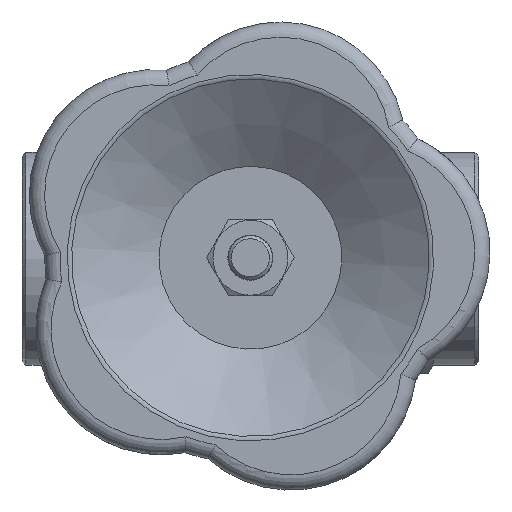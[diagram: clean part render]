
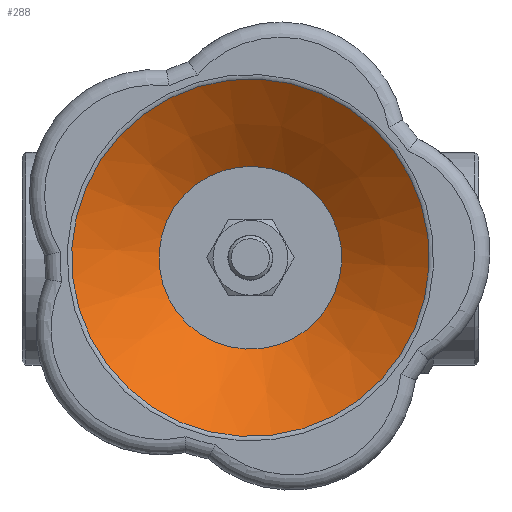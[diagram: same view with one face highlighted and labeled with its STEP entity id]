
A CAD part, top view. The second image highlights one B-rep face of the part: STEP entity #288.
In plain terms, the highlighted conical face has half-angle 54.118 degrees and reference radius 12 mm.
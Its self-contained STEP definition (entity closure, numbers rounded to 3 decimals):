
#288 = ADVANCED_FACE( '', ( #634, #635 ), #636, .F. );
#634 = FACE_OUTER_BOUND( '', #1005, .T. );
#635 = FACE_BOUND( '', #1006, .T. );
#636 = CONICAL_SURFACE( '', #1007, 12., 0.945 );
#1005 = EDGE_LOOP( '', ( #1678 ) );
#1006 = EDGE_LOOP( '', ( #1679 ) );
#1007 = AXIS2_PLACEMENT_3D( '', #1680, #1681, #1682 );
#1678 = ORIENTED_EDGE( '', *, *, #2024, .T. );
#1679 = ORIENTED_EDGE( '', *, *, #2022, .T. );
#1680 = CARTESIAN_POINT( '', ( 0., 0., 80.052 ) );
#1681 = DIRECTION( '', ( 0., 0., 1. ) );
#1682 = DIRECTION( '', ( 0.548, 0.837, 0. ) );
#2022 = EDGE_CURVE( '', #2403, #2403, #2404, .T. );
#2024 = EDGE_CURVE( '', #2406, #2406, #2407, .T. );
#2403 = VERTEX_POINT( '', #3245 );
#2404 = CIRCLE( '', #3246, 12. );
#2406 = VERTEX_POINT( '', #3248 );
#2407 = CIRCLE( '', #3249, 23.488 );
#3245 = CARTESIAN_POINT( '', ( -6.574, -10.039, 80.052 ) );
#3246 = AXIS2_PLACEMENT_3D( '', #4031, #4032, #4033 );
#3248 = CARTESIAN_POINT( '', ( -12.867, -19.65, 88.363 ) );
#3249 = AXIS2_PLACEMENT_3D( '', #4034, #4035, #4036 );
#4031 = CARTESIAN_POINT( '', ( 0., 0., 80.052 ) );
#4032 = DIRECTION( '', ( 0., 0., -1. ) );
#4033 = DIRECTION( '', ( -0.548, -0.837, 0. ) );
#4034 = CARTESIAN_POINT( '', ( 0., 0., 88.363 ) );
#4035 = DIRECTION( '', ( 0., 0., 1. ) );
#4036 = DIRECTION( '', ( -0.548, -0.837, 0. ) );
